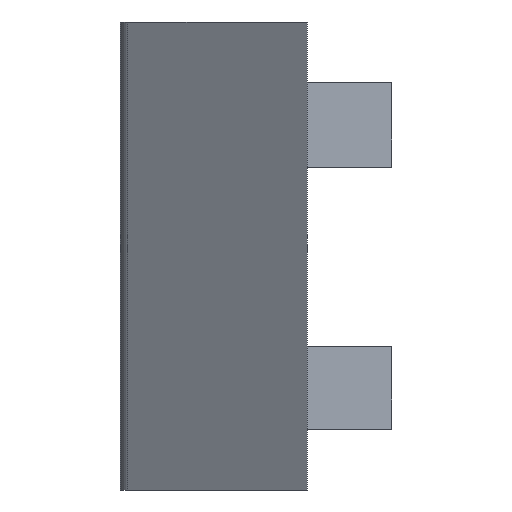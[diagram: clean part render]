
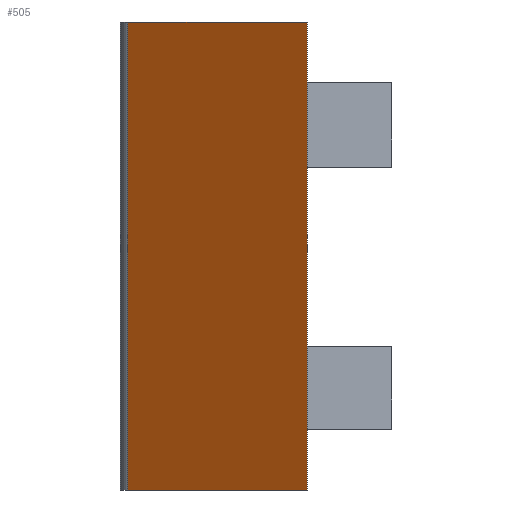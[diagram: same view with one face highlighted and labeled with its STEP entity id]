
A CAD part, left-side view. The second image highlights one B-rep face of the part: STEP entity #505.
In plain terms, the highlighted planar face has unit normal (-0.8, 0.6, 0).
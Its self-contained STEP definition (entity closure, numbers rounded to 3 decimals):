
#54=FACE_OUTER_BOUND('',#84,.T.);
#84=EDGE_LOOP('',(#390,#391,#392,#393));
#103=LINE('',#729,#155);
#135=LINE('',#792,#187);
#139=LINE('',#807,#191);
#140=LINE('',#810,#192);
#155=VECTOR('',#592,10.);
#187=VECTOR('',#638,10.);
#191=VECTOR('',#656,10.);
#192=VECTOR('',#661,10.);
#208=VERTEX_POINT('',#726);
#209=VERTEX_POINT('',#728);
#232=VERTEX_POINT('',#789);
#233=VERTEX_POINT('',#791);
#253=EDGE_CURVE('',#208,#209,#103,.T.);
#285=EDGE_CURVE('',#232,#233,#135,.T.);
#293=EDGE_CURVE('',#233,#208,#139,.T.);
#294=EDGE_CURVE('',#232,#209,#140,.T.);
#390=ORIENTED_EDGE('',*,*,#293,.F.);
#391=ORIENTED_EDGE('',*,*,#285,.F.);
#392=ORIENTED_EDGE('',*,*,#294,.T.);
#393=ORIENTED_EDGE('',*,*,#253,.F.);
#456=PLANE('',#557);
#505=ADVANCED_FACE('',(#54),#456,.T.);
#557=AXIS2_PLACEMENT_3D('',#811,#662,#663);
#592=DIRECTION('',(-0.6,-0.8,0.));
#638=DIRECTION('',(0.6,0.8,0.));
#656=DIRECTION('',(0.,0.,1.));
#661=DIRECTION('',(0.,0.,1.));
#662=DIRECTION('center_axis',(-0.8,0.6,0.));
#663=DIRECTION('ref_axis',(-0.6,-0.8,0.));
#726=CARTESIAN_POINT('',(-20.6,29.2,25.));
#728=CARTESIAN_POINT('',(-35.,10.,25.));
#729=CARTESIAN_POINT('',(-35.,10.,25.));
#789=CARTESIAN_POINT('',(-35.,10.,-25.));
#791=CARTESIAN_POINT('',(-20.6,29.2,-25.));
#792=CARTESIAN_POINT('',(-35.,10.,-25.));
#807=CARTESIAN_POINT('',(-20.6,29.2,-12.5));
#810=CARTESIAN_POINT('',(-35.,10.,-25.));
#811=CARTESIAN_POINT('Origin',(-20.,30.,-25.));
